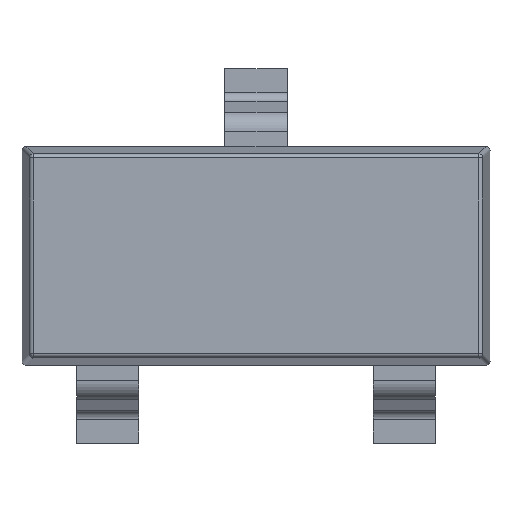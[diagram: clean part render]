
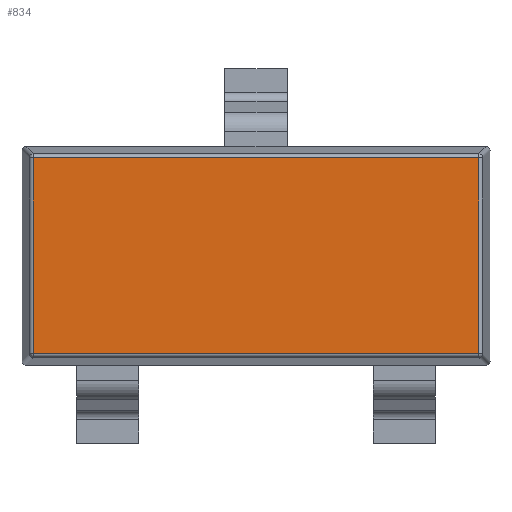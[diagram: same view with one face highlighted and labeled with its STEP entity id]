
A CAD part, top view. The second image highlights one B-rep face of the part: STEP entity #834.
In plain terms, the highlighted planar face has unit normal (0, 0, 1).
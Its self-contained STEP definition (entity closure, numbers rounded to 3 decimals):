
#38=PLANE('',#934);
#62=LINE('',#1363,#130);
#64=LINE('',#1366,#132);
#68=LINE('',#1372,#136);
#78=LINE('',#1387,#146);
#130=VECTOR('',#1091,10.);
#132=VECTOR('',#1095,10.);
#136=VECTOR('',#1103,10.);
#146=VECTOR('',#1123,10.);
#250=FACE_OUTER_BOUND('',#306,.T.);
#306=EDGE_LOOP('',(#687,#688,#689,#690));
#401=VERTEX_POINT('',#1325);
#402=VERTEX_POINT('',#1329);
#411=VERTEX_POINT('',#1351);
#414=VERTEX_POINT('',#1358);
#486=EDGE_CURVE('',#402,#414,#62,.T.);
#488=EDGE_CURVE('',#414,#411,#64,.T.);
#492=EDGE_CURVE('',#411,#401,#68,.T.);
#502=EDGE_CURVE('',#401,#402,#78,.T.);
#687=ORIENTED_EDGE('',*,*,#486,.F.);
#688=ORIENTED_EDGE('',*,*,#502,.F.);
#689=ORIENTED_EDGE('',*,*,#492,.F.);
#690=ORIENTED_EDGE('',*,*,#488,.F.);
#834=ADVANCED_FACE('',(#250),#38,.T.);
#934=AXIS2_PLACEMENT_3D('',#1415,#1162,#1163);
#1091=DIRECTION('',(1.,0.,0.));
#1095=DIRECTION('',(0.,-1.,0.));
#1103=DIRECTION('',(-1.,0.,0.));
#1123=DIRECTION('',(0.,1.,0.));
#1162=DIRECTION('center_axis',(0.,0.,1.));
#1163=DIRECTION('ref_axis',(1.,0.,0.));
#1325=CARTESIAN_POINT('',(-1.427,-0.627,1.1));
#1329=CARTESIAN_POINT('',(-1.427,0.627,1.1));
#1351=CARTESIAN_POINT('',(1.427,-0.627,1.1));
#1358=CARTESIAN_POINT('',(1.427,0.627,1.1));
#1363=CARTESIAN_POINT('',(0.375,0.627,1.1));
#1366=CARTESIAN_POINT('',(1.427,-0.175,1.1));
#1372=CARTESIAN_POINT('',(-0.375,-0.627,1.1));
#1387=CARTESIAN_POINT('',(-1.427,0.175,1.1));
#1415=CARTESIAN_POINT('Origin',(0.,0.,1.1));
